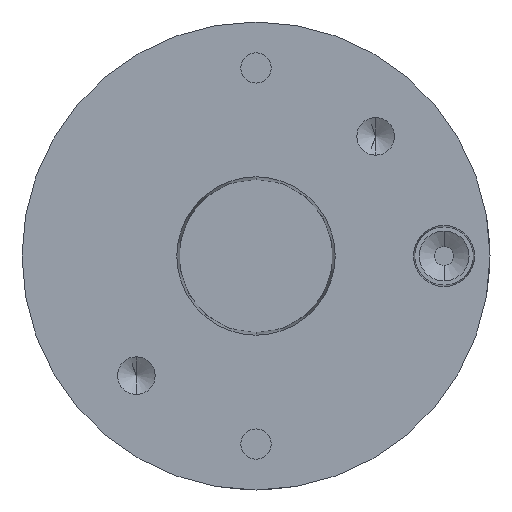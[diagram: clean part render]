
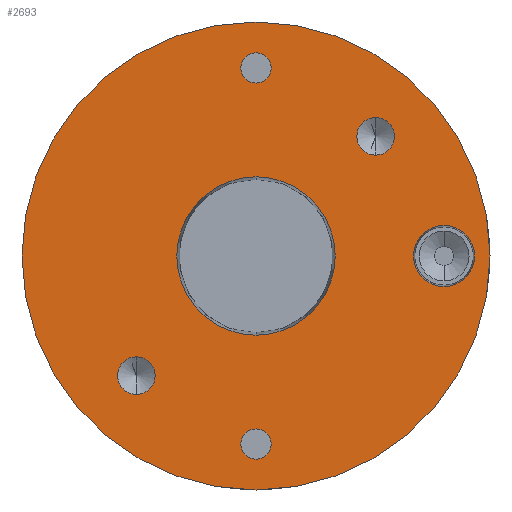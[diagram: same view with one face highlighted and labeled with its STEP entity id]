
A CAD part, front view. The second image highlights one B-rep face of the part: STEP entity #2693.
In plain terms, the highlighted planar face has unit normal (0, -1, 0).
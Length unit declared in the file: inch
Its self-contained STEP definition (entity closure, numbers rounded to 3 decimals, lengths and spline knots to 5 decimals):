
#3 = VERTEX_POINT ( 'NONE', #3386 ) ;
#21 = FACE_BOUND ( 'NONE', #1604, .T. ) ;
#47 = VERTEX_POINT ( 'NONE', #1772 ) ;
#49 = DIRECTION ( 'NONE',  ( 0., 0., 1. ) ) ;
#77 = ORIENTED_EDGE ( 'NONE', *, *, #2779, .F. ) ;
#109 = AXIS2_PLACEMENT_3D ( 'NONE', #5182, #4271, #2234 ) ;
#113 = CIRCLE ( 'NONE', #815, 0.1005 ) ;
#155 = CARTESIAN_POINT ( 'NONE',  ( 0., -1.1875, 0.5264 ) ) ;
#162 = AXIS2_PLACEMENT_3D ( 'NONE', #3779, #2091, #3805 ) ;
#221 = CARTESIAN_POINT ( 'NONE',  ( 0.7955, -1.1875, 0.7955 ) ) ;
#277 = CARTESIAN_POINT ( 'NONE',  ( 0., -1.1875, 0. ) ) ;
#314 = DIRECTION ( 'NONE',  ( 0., 0., -1. ) ) ;
#319 = DIRECTION ( 'NONE',  ( 0., -1., 0. ) ) ;
#381 = DIRECTION ( 'NONE',  ( 0., 0., -1. ) ) ;
#451 = PLANE ( 'NONE',  #3876 ) ;
#472 = CIRCLE ( 'NONE', #1528, 0.125 ) ;
#482 = FACE_BOUND ( 'NONE', #1063, .T. ) ;
#493 = AXIS2_PLACEMENT_3D ( 'NONE', #3484, #4230, #4666 ) ;
#507 = DIRECTION ( 'NONE',  ( 0., 0., -1. ) ) ;
#555 = DIRECTION ( 'NONE',  ( 0., -1., 0. ) ) ;
#695 = EDGE_LOOP ( 'NONE', ( #1084, #3796 ) ) ;
#756 = EDGE_LOOP ( 'NONE', ( #3831, #77 ) ) ;
#787 = EDGE_LOOP ( 'NONE', ( #3778, #2886 ) ) ;
#805 = EDGE_CURVE ( 'NONE', #3450, #1235, #4534, .T. ) ;
#809 = FACE_BOUND ( 'NONE', #979, .T. ) ;
#815 = AXIS2_PLACEMENT_3D ( 'NONE', #4033, #319, #1998 ) ;
#871 = CARTESIAN_POINT ( 'NONE',  ( 1.25, -1.1875, -0.2025 ) ) ;
#886 = CARTESIAN_POINT ( 'NONE',  ( 1.5555, -1.1875, 0. ) ) ;
#905 = EDGE_CURVE ( 'NONE', #47, #3, #472, .T. ) ;
#979 = EDGE_LOOP ( 'NONE', ( #2626, #984 ) ) ;
#984 = ORIENTED_EDGE ( 'NONE', *, *, #1855, .F. ) ;
#1010 = ORIENTED_EDGE ( 'NONE', *, *, #3552, .F. ) ;
#1024 = EDGE_CURVE ( 'NONE', #1165, #2452, #3927, .T. ) ;
#1063 = EDGE_LOOP ( 'NONE', ( #5227, #2439 ) ) ;
#1074 = EDGE_CURVE ( 'NONE', #2452, #1165, #4543, .T. ) ;
#1084 = ORIENTED_EDGE ( 'NONE', *, *, #1160, .F. ) ;
#1098 = EDGE_CURVE ( 'NONE', #4169, #1621, #5220, .T. ) ;
#1153 = CARTESIAN_POINT ( 'NONE',  ( 1.25, -1.1875, 0.2025 ) ) ;
#1160 = EDGE_CURVE ( 'NONE', #1235, #3450, #3579, .T. ) ;
#1165 = VERTEX_POINT ( 'NONE', #2362 ) ;
#1235 = VERTEX_POINT ( 'NONE', #871 ) ;
#1248 = AXIS2_PLACEMENT_3D ( 'NONE', #221, #3532, #5177 ) ;
#1266 = DIRECTION ( 'NONE',  ( 0., -1., 0. ) ) ;
#1318 = AXIS2_PLACEMENT_3D ( 'NONE', #2542, #2568, #4294 ) ;
#1367 = VERTEX_POINT ( 'NONE', #2281 ) ;
#1406 = DIRECTION ( 'NONE',  ( 0., 0., -1. ) ) ;
#1485 = CARTESIAN_POINT ( 'NONE',  ( 0., -1.1875, -1.25 ) ) ;
#1508 = AXIS2_PLACEMENT_3D ( 'NONE', #2980, #2530, #507 ) ;
#1519 = AXIS2_PLACEMENT_3D ( 'NONE', #2462, #3278, #4441 ) ;
#1528 = AXIS2_PLACEMENT_3D ( 'NONE', #3285, #4959, #314 ) ;
#1604 = EDGE_LOOP ( 'NONE', ( #4764, #2941 ) ) ;
#1606 = EDGE_CURVE ( 'NONE', #1621, #4169, #113, .T. ) ;
#1621 = VERTEX_POINT ( 'NONE', #1741 ) ;
#1666 = FACE_BOUND ( 'NONE', #756, .T. ) ;
#1667 = CARTESIAN_POINT ( 'NONE',  ( 0., -1.1875, 1.25 ) ) ;
#1720 = EDGE_CURVE ( 'NONE', #3, #47, #4796, .T. ) ;
#1737 = CARTESIAN_POINT ( 'NONE',  ( -0.7955, -1.1875, -0.7955 ) ) ;
#1741 = CARTESIAN_POINT ( 'NONE',  ( 0., -1.1875, -1.3505 ) ) ;
#1743 = CIRCLE ( 'NONE', #162, 1.5555 ) ;
#1772 = CARTESIAN_POINT ( 'NONE',  ( 0.7955, -1.1875, 0.9205 ) ) ;
#1777 = EDGE_CURVE ( 'NONE', #3392, #2492, #2734, .T. ) ;
#1846 = ORIENTED_EDGE ( 'NONE', *, *, #1953, .F. ) ;
#1855 = EDGE_CURVE ( 'NONE', #2492, #3392, #3316, .T. ) ;
#1953 = EDGE_CURVE ( 'NONE', #5078, #2159, #4257, .T. ) ;
#1955 = DIRECTION ( 'NONE',  ( 0., -1., 0. ) ) ;
#1998 = DIRECTION ( 'NONE',  ( 0., 0., -1. ) ) ;
#2041 = CARTESIAN_POINT ( 'NONE',  ( 0., -1.1875, 1.3505 ) ) ;
#2091 = DIRECTION ( 'NONE',  ( 0., 1., 0. ) ) ;
#2159 = VERTEX_POINT ( 'NONE', #4936 ) ;
#2189 = CIRCLE ( 'NONE', #4943, 0.1005 ) ;
#2234 = DIRECTION ( 'NONE',  ( 0., 0., -1. ) ) ;
#2261 = CARTESIAN_POINT ( 'NONE',  ( 0., -1.1875, -0.5264 ) ) ;
#2281 = CARTESIAN_POINT ( 'NONE',  ( 0., -1.1875, 1.1495 ) ) ;
#2362 = CARTESIAN_POINT ( 'NONE',  ( -0.7955, -1.1875, -0.6705 ) ) ;
#2439 = ORIENTED_EDGE ( 'NONE', *, *, #1024, .F. ) ;
#2452 = VERTEX_POINT ( 'NONE', #3388 ) ;
#2462 = CARTESIAN_POINT ( 'NONE',  ( 1.25, -1.1875, 0. ) ) ;
#2492 = VERTEX_POINT ( 'NONE', #155 ) ;
#2505 = FACE_BOUND ( 'NONE', #695, .T. ) ;
#2530 = DIRECTION ( 'NONE',  ( 0., -1., 0. ) ) ;
#2542 = CARTESIAN_POINT ( 'NONE',  ( 0., -1.1875, 0. ) ) ;
#2568 = DIRECTION ( 'NONE',  ( 0., -1., 0. ) ) ;
#2626 = ORIENTED_EDGE ( 'NONE', *, *, #1777, .F. ) ;
#2693 = ADVANCED_FACE ( 'NONE', ( #21, #482, #2505, #1666, #4507, #809, #4562 ), #451, .F. ) ;
#2733 = DIRECTION ( 'NONE',  ( 0., 0., 1. ) ) ;
#2734 = CIRCLE ( 'NONE', #3245, 0.5264 ) ;
#2779 = EDGE_CURVE ( 'NONE', #3447, #1367, #4579, .T. ) ;
#2886 = ORIENTED_EDGE ( 'NONE', *, *, #1098, .F. ) ;
#2941 = ORIENTED_EDGE ( 'NONE', *, *, #905, .F. ) ;
#2959 = DIRECTION ( 'NONE',  ( 0., 1., 0. ) ) ;
#2976 = DIRECTION ( 'NONE',  ( 0., 0., -1. ) ) ;
#2980 = CARTESIAN_POINT ( 'NONE',  ( 1.25, -1.1875, 0. ) ) ;
#3149 = AXIS2_PLACEMENT_3D ( 'NONE', #1485, #555, #1406 ) ;
#3245 = AXIS2_PLACEMENT_3D ( 'NONE', #277, #1955, #4840 ) ;
#3278 = DIRECTION ( 'NONE',  ( 0., -1., 0. ) ) ;
#3285 = CARTESIAN_POINT ( 'NONE',  ( 0.7955, -1.1875, 0.7955 ) ) ;
#3316 = CIRCLE ( 'NONE', #1318, 0.5264 ) ;
#3386 = CARTESIAN_POINT ( 'NONE',  ( 0.7955, -1.1875, 0.6705 ) ) ;
#3388 = CARTESIAN_POINT ( 'NONE',  ( -0.7955, -1.1875, -0.9205 ) ) ;
#3392 = VERTEX_POINT ( 'NONE', #2261 ) ;
#3447 = VERTEX_POINT ( 'NONE', #2041 ) ;
#3450 = VERTEX_POINT ( 'NONE', #1153 ) ;
#3484 = CARTESIAN_POINT ( 'NONE',  ( 0., -1.1875, 1.25 ) ) ;
#3532 = DIRECTION ( 'NONE',  ( 0., -1., 0. ) ) ;
#3552 = EDGE_CURVE ( 'NONE', #2159, #5078, #1743, .T. ) ;
#3579 = CIRCLE ( 'NONE', #1519, 0.2025 ) ;
#3621 = EDGE_CURVE ( 'NONE', #1367, #3447, #2189, .T. ) ;
#3729 = EDGE_LOOP ( 'NONE', ( #1010, #1846 ) ) ;
#3778 = ORIENTED_EDGE ( 'NONE', *, *, #1606, .F. ) ;
#3779 = CARTESIAN_POINT ( 'NONE',  ( 0., -1.1875, 0. ) ) ;
#3792 = DIRECTION ( 'NONE',  ( 0., -1., 0. ) ) ;
#3796 = ORIENTED_EDGE ( 'NONE', *, *, #805, .F. ) ;
#3805 = DIRECTION ( 'NONE',  ( 0., 0., 1. ) ) ;
#3831 = ORIENTED_EDGE ( 'NONE', *, *, #3621, .F. ) ;
#3876 = AXIS2_PLACEMENT_3D ( 'NONE', #886, #2959, #49 ) ;
#3927 = CIRCLE ( 'NONE', #4371, 0.125 ) ;
#4033 = CARTESIAN_POINT ( 'NONE',  ( 0., -1.1875, -1.25 ) ) ;
#4168 = CARTESIAN_POINT ( 'NONE',  ( 0., -1.1875, -1.5555 ) ) ;
#4169 = VERTEX_POINT ( 'NONE', #5034 ) ;
#4230 = DIRECTION ( 'NONE',  ( 0., -1., 0. ) ) ;
#4257 = CIRCLE ( 'NONE', #4958, 1.5555 ) ;
#4271 = DIRECTION ( 'NONE',  ( 0., -1., 0. ) ) ;
#4294 = DIRECTION ( 'NONE',  ( 0., 0., -1. ) ) ;
#4349 = CARTESIAN_POINT ( 'NONE',  ( 0., -1.1875, 0. ) ) ;
#4371 = AXIS2_PLACEMENT_3D ( 'NONE', #1737, #1266, #2976 ) ;
#4441 = DIRECTION ( 'NONE',  ( 0., 0., -1. ) ) ;
#4507 = FACE_BOUND ( 'NONE', #787, .T. ) ;
#4534 = CIRCLE ( 'NONE', #1508, 0.2025 ) ;
#4543 = CIRCLE ( 'NONE', #109, 0.125 ) ;
#4562 = FACE_OUTER_BOUND ( 'NONE', #3729, .T. ) ;
#4579 = CIRCLE ( 'NONE', #493, 0.1005 ) ;
#4666 = DIRECTION ( 'NONE',  ( 0., 0., -1. ) ) ;
#4764 = ORIENTED_EDGE ( 'NONE', *, *, #1720, .F. ) ;
#4780 = DIRECTION ( 'NONE',  ( 0., 1., 0. ) ) ;
#4796 = CIRCLE ( 'NONE', #1248, 0.125 ) ;
#4840 = DIRECTION ( 'NONE',  ( 0., 0., -1. ) ) ;
#4936 = CARTESIAN_POINT ( 'NONE',  ( 0., -1.1875, 1.5555 ) ) ;
#4943 = AXIS2_PLACEMENT_3D ( 'NONE', #1667, #3792, #381 ) ;
#4958 = AXIS2_PLACEMENT_3D ( 'NONE', #4349, #4780, #2733 ) ;
#4959 = DIRECTION ( 'NONE',  ( 0., -1., 0. ) ) ;
#5034 = CARTESIAN_POINT ( 'NONE',  ( 0., -1.1875, -1.1495 ) ) ;
#5078 = VERTEX_POINT ( 'NONE', #4168 ) ;
#5177 = DIRECTION ( 'NONE',  ( 0., 0., -1. ) ) ;
#5182 = CARTESIAN_POINT ( 'NONE',  ( -0.7955, -1.1875, -0.7955 ) ) ;
#5220 = CIRCLE ( 'NONE', #3149, 0.1005 ) ;
#5227 = ORIENTED_EDGE ( 'NONE', *, *, #1074, .F. ) ;
